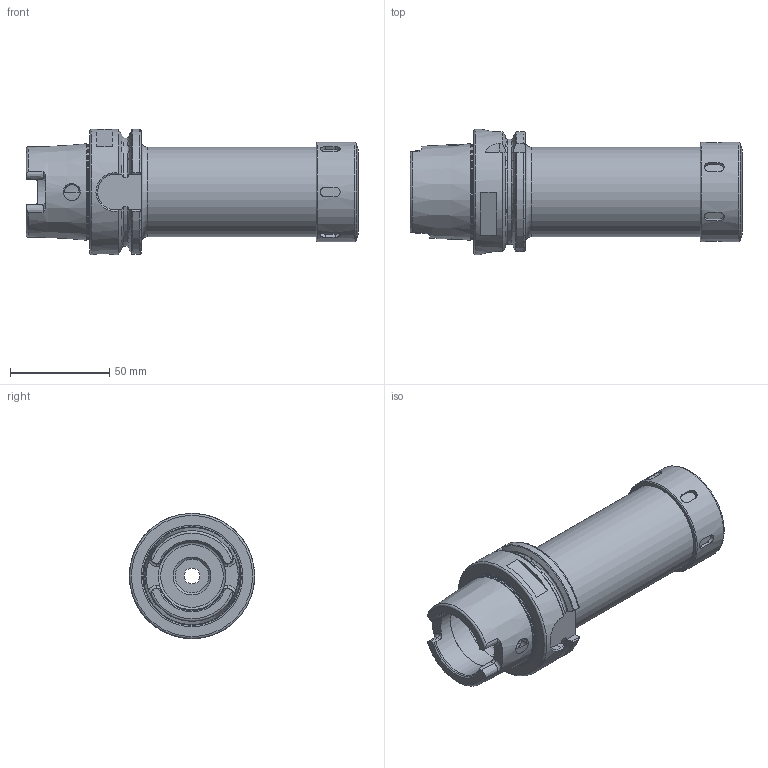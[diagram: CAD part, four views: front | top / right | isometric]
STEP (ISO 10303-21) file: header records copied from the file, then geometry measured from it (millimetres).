
FILE_DESCRIPTION(/* description */ (''),/* implementation_level */ '2;1');
FILE_NAME(/* name */ 'HSK063A-SX25M-135.stp',/* time_stamp */ '2019-06-20T11:34:25-05:00',/* author */ ('ldfli'),/* organization */ (''),/* preprocessor_version */ 'ST-DEVELOPER v18',/* originating_system */ 'Autodesk Inventor LT',/* authorisation */ '');
FILE_SCHEMA (('AUTOMOTIVE_DESIGN { 1 0 10303 214 3 1 1 }'));
Length unit declared in the file: millimetre
Products named in the file (1): HSK063A-SX25M-135
Bounding box: 167 x 63 x 63 mm (x, y, z)
Volume: 186139.6 mm3; surface area: 53111.4 mm2
Topology: 2 solids, 2 shells, 179 faces, 525 edges, 364 vertices
Faces by surface type: plane 68, cylinder 44, torus 29, cone 25, bspline 13
Full cylindrical faces by diameter (mm): 7.5 x2, 8 x1, 10 x1, 14 x1, 17 x1, 19 x1, 26.376 x1, 29 x1, 29.67 x1, 32.2 x1, 34 x2, 40 x1, 43.5 x1, 45 x1, 45.5 x1, 48.241 x1, 50 x1, 63 x1
Entity records: 7716 total; most frequent: CARTESIAN_POINT 3008, ORIENTED_EDGE 1054, DIRECTION 917, EDGE_CURVE 527, AXIS2_PLACEMENT_3D 377, VERTEX_POINT 366, CIRCLE 211, EDGE_LOOP 199
